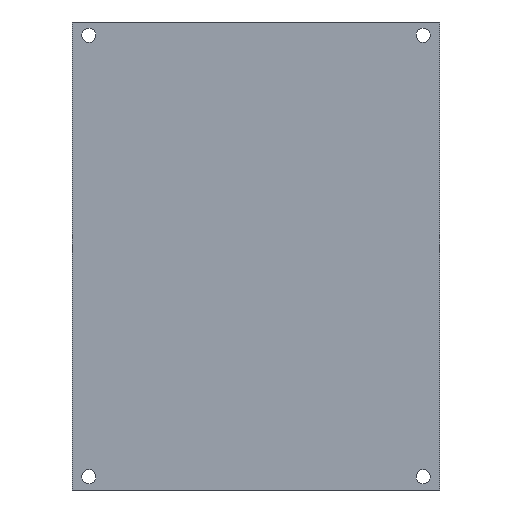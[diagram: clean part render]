
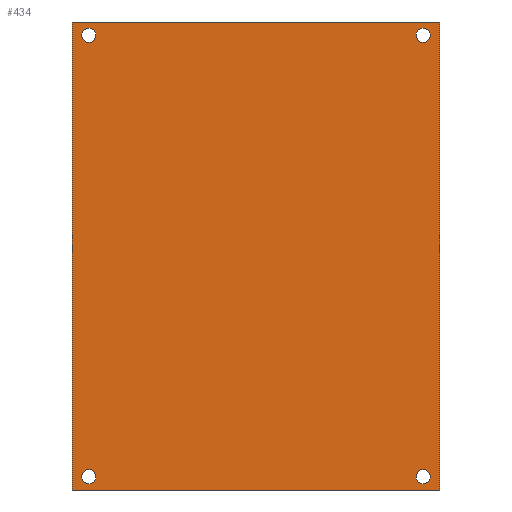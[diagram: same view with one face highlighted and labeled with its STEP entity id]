
A CAD part, front view. The second image highlights one B-rep face of the part: STEP entity #434.
In plain terms, the highlighted planar face has unit normal (0, -1, 0).
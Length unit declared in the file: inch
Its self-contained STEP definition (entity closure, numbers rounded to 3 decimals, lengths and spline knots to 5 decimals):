
#9 = CARTESIAN_POINT ( 'NONE',  ( 3.125, 0., 3.9925 ) ) ;
#19 = DIRECTION ( 'NONE',  ( 1., 0., 0. ) ) ;
#22 = CIRCLE ( 'NONE', #127, 0.1325 ) ;
#32 = CARTESIAN_POINT ( 'NONE',  ( 3.4375, 0., -4.375 ) ) ;
#37 = CARTESIAN_POINT ( 'NONE',  ( -3.125, 0., -4.125 ) ) ;
#60 = CARTESIAN_POINT ( 'NONE',  ( -3.4375, 0., -4.375 ) ) ;
#68 = FACE_BOUND ( 'NONE', #161, .T. ) ;
#71 = VECTOR ( 'NONE', #82, 39.37008 ) ;
#73 = VERTEX_POINT ( 'NONE', #275 ) ;
#74 = EDGE_CURVE ( 'NONE', #235, #134, #365, .T. ) ;
#79 = EDGE_LOOP ( 'NONE', ( #216 ) ) ;
#82 = DIRECTION ( 'NONE',  ( 0., 0., -1. ) ) ;
#83 = CIRCLE ( 'NONE', #124, 0.1325 ) ;
#87 = DIRECTION ( 'NONE',  ( 0., 0., -1. ) ) ;
#91 = VERTEX_POINT ( 'NONE', #138 ) ;
#105 = EDGE_CURVE ( 'NONE', #134, #437, #239, .T. ) ;
#124 = AXIS2_PLACEMENT_3D ( 'NONE', #37, #128, #168 ) ;
#127 = AXIS2_PLACEMENT_3D ( 'NONE', #441, #520, #334 ) ;
#128 = DIRECTION ( 'NONE',  ( 0., 1., 0. ) ) ;
#131 = EDGE_CURVE ( 'NONE', #73, #235, #360, .T. ) ;
#134 = VERTEX_POINT ( 'NONE', #32 ) ;
#138 = CARTESIAN_POINT ( 'NONE',  ( -3.125, 0., 3.9925 ) ) ;
#140 = FACE_BOUND ( 'NONE', #403, .T. ) ;
#146 = PLANE ( 'NONE',  #413 ) ;
#153 = ORIENTED_EDGE ( 'NONE', *, *, #105, .T. ) ;
#161 = EDGE_LOOP ( 'NONE', ( #194 ) ) ;
#163 = AXIS2_PLACEMENT_3D ( 'NONE', #390, #462, #199 ) ;
#164 = FACE_BOUND ( 'NONE', #489, .T. ) ;
#168 = DIRECTION ( 'NONE',  ( 0., 0., -1. ) ) ;
#178 = CARTESIAN_POINT ( 'NONE',  ( 3.125, 0., -4.2575 ) ) ;
#186 = CIRCLE ( 'NONE', #163, 0.1325 ) ;
#191 = EDGE_CURVE ( 'NONE', #437, #73, #313, .T. ) ;
#194 = ORIENTED_EDGE ( 'NONE', *, *, #428, .T. ) ;
#198 = EDGE_CURVE ( 'NONE', #318, #318, #500, .T. ) ;
#199 = DIRECTION ( 'NONE',  ( 0., 0., -1. ) ) ;
#206 = ORIENTED_EDGE ( 'NONE', *, *, #299, .T. ) ;
#216 = ORIENTED_EDGE ( 'NONE', *, *, #220, .T. ) ;
#220 = EDGE_CURVE ( 'NONE', #91, #91, #22, .T. ) ;
#226 = VERTEX_POINT ( 'NONE', #423 ) ;
#235 = VERTEX_POINT ( 'NONE', #486 ) ;
#239 = LINE ( 'NONE', #315, #427 ) ;
#245 = VECTOR ( 'NONE', #19, 39.37008 ) ;
#251 = FACE_OUTER_BOUND ( 'NONE', #267, .T. ) ;
#258 = DIRECTION ( 'NONE',  ( -1., 0., 0. ) ) ;
#267 = EDGE_LOOP ( 'NONE', ( #153, #508, #396, #504 ) ) ;
#275 = CARTESIAN_POINT ( 'NONE',  ( -3.4375, 0., 4.375 ) ) ;
#277 = VERTEX_POINT ( 'NONE', #9 ) ;
#299 = EDGE_CURVE ( 'NONE', #226, #226, #83, .T. ) ;
#306 = ORIENTED_EDGE ( 'NONE', *, *, #198, .T. ) ;
#313 = LINE ( 'NONE', #430, #400 ) ;
#315 = CARTESIAN_POINT ( 'NONE',  ( 3.4375, 0., -4.375 ) ) ;
#318 = VERTEX_POINT ( 'NONE', #178 ) ;
#334 = DIRECTION ( 'NONE',  ( 0., 0., -1. ) ) ;
#338 = CARTESIAN_POINT ( 'NONE',  ( 3.125, 0., -4.125 ) ) ;
#340 = CARTESIAN_POINT ( 'NONE',  ( -3.4375, 0., -4.375 ) ) ;
#346 = CARTESIAN_POINT ( 'NONE',  ( 3.4375, 0., 4.375 ) ) ;
#360 = LINE ( 'NONE', #340, #71 ) ;
#365 = LINE ( 'NONE', #60, #245 ) ;
#390 = CARTESIAN_POINT ( 'NONE',  ( 3.125, 0., 4.125 ) ) ;
#396 = ORIENTED_EDGE ( 'NONE', *, *, #131, .T. ) ;
#400 = VECTOR ( 'NONE', #258, 39.37008 ) ;
#403 = EDGE_LOOP ( 'NONE', ( #206 ) ) ;
#412 = DIRECTION ( 'NONE',  ( 0., 1., 0. ) ) ;
#413 = AXIS2_PLACEMENT_3D ( 'NONE', #463, #426, #432 ) ;
#423 = CARTESIAN_POINT ( 'NONE',  ( -3.125, 0., -4.2575 ) ) ;
#424 = DIRECTION ( 'NONE',  ( 0., 0., 1. ) ) ;
#426 = DIRECTION ( 'NONE',  ( 0., -1., 0. ) ) ;
#427 = VECTOR ( 'NONE', #424, 39.37008 ) ;
#428 = EDGE_CURVE ( 'NONE', #277, #277, #186, .T. ) ;
#430 = CARTESIAN_POINT ( 'NONE',  ( -3.4375, 0., 4.375 ) ) ;
#432 = DIRECTION ( 'NONE',  ( 0., 0., -1. ) ) ;
#434 = ADVANCED_FACE ( 'NONE', ( #251, #140, #442, #164, #68 ), #146, .T. ) ;
#437 = VERTEX_POINT ( 'NONE', #346 ) ;
#441 = CARTESIAN_POINT ( 'NONE',  ( -3.125, 0., 4.125 ) ) ;
#442 = FACE_BOUND ( 'NONE', #79, .T. ) ;
#462 = DIRECTION ( 'NONE',  ( 0., 1., 0. ) ) ;
#463 = CARTESIAN_POINT ( 'NONE',  ( -3.4375, 0., -4.375 ) ) ;
#486 = CARTESIAN_POINT ( 'NONE',  ( -3.4375, 0., -4.375 ) ) ;
#487 = AXIS2_PLACEMENT_3D ( 'NONE', #338, #412, #87 ) ;
#489 = EDGE_LOOP ( 'NONE', ( #306 ) ) ;
#500 = CIRCLE ( 'NONE', #487, 0.1325 ) ;
#504 = ORIENTED_EDGE ( 'NONE', *, *, #74, .T. ) ;
#508 = ORIENTED_EDGE ( 'NONE', *, *, #191, .T. ) ;
#520 = DIRECTION ( 'NONE',  ( 0., 1., 0. ) ) ;
